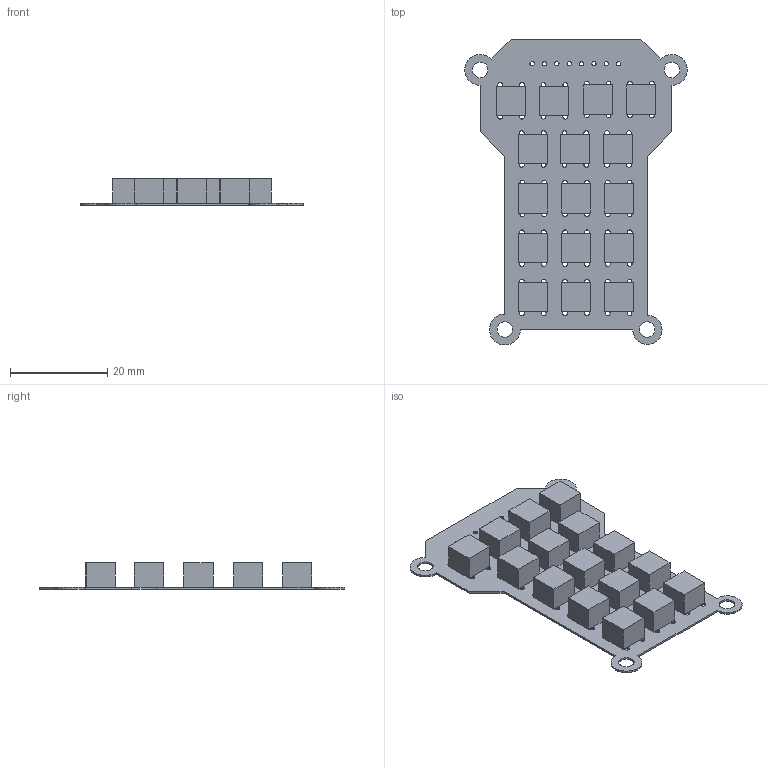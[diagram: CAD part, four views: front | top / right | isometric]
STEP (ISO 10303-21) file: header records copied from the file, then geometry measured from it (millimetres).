
FILE_DESCRIPTION(('Open CASCADE Model'),'2;1');
FILE_NAME('Open CASCADE Shape Model','2021-06-12T11:24:46',('Author'),( 'Open CASCADE'),'Open CASCADE STEP processor 6.8','Open CASCADE 6.8' ,'Unknown');
FILE_SCHEMA(('AUTOMOTIVE_DESIGN { 1 0 10303 214 1 1 1 1 }'));
Length unit declared in the file: millimetre
Products named in the file (21): PCB; Boardbuttons_pcb; Open CASCADE STEP translator 6.8 4.1.1; *buttons_pcb; 7003672304; Extruded; Dbuttons_pcb; Cbuttons_pcb; Bbuttons_pcb; Abuttons_pcb; 9buttons_pcb; 8buttons_pcb; 7buttons_pcb; 6buttons_pcb; 5buttons_pcb; 4buttons_pcb; 3buttons_pcb; 2buttons_pcb; 1buttons_pcb; 0buttons_pcb; #buttons_pcb
Assembly tree (35 placements, depth 4):
  PCB
    Boardbuttons_pcb
      Open CASCADE STEP translator 6.8 4.1.1
    *buttons_pcb
      7003672304
        Extruded
    Dbuttons_pcb
      7003672304
        Extruded
    Cbuttons_pcb
      7003672304
        Extruded
    Bbuttons_pcb
      7003672304
        Extruded
    Abuttons_pcb
      7003672304
        Extruded
    9buttons_pcb
      7003672304
        Extruded
    8buttons_pcb
      7003672304
        Extruded
    7buttons_pcb
      7003672304
        Extruded
    6buttons_pcb
      7003672304
        Extruded
    5buttons_pcb
      7003672304
        Extruded
    4buttons_pcb
      7003672304
        Extruded
    3buttons_pcb
      7003672304
        Extruded
    2buttons_pcb
      7003672304
        Extruded
    1buttons_pcb
      7003672304
        Extruded
    0buttons_pcb
      7003672304
        Extruded
    #buttons_pcb
      7003672304
        Extruded
Bounding box: 45.72 x 62.86 x 5.41 mm (x, y, z)
Volume: 3661.5 mm3; surface area: 7106 mm2
Topology: 17 solids, 17 shells, 190 faces, 468 edges, 312 vertices
Faces by surface type: plane 110, cylinder 80
Full cylindrical faces by diameter (mm): 0.9 x8, 0.99 x64, 3.2 x4
Entity records: 4186 total; most frequent: DIRECTION 720, CARTESIAN_POINT 616, ORIENTED_EDGE 576, AXIS2_PLACEMENT_3D 296, EDGE_CURVE 288, FACE_BOUND 252, EDGE_LOOP 252, VERTEX_POINT 192
